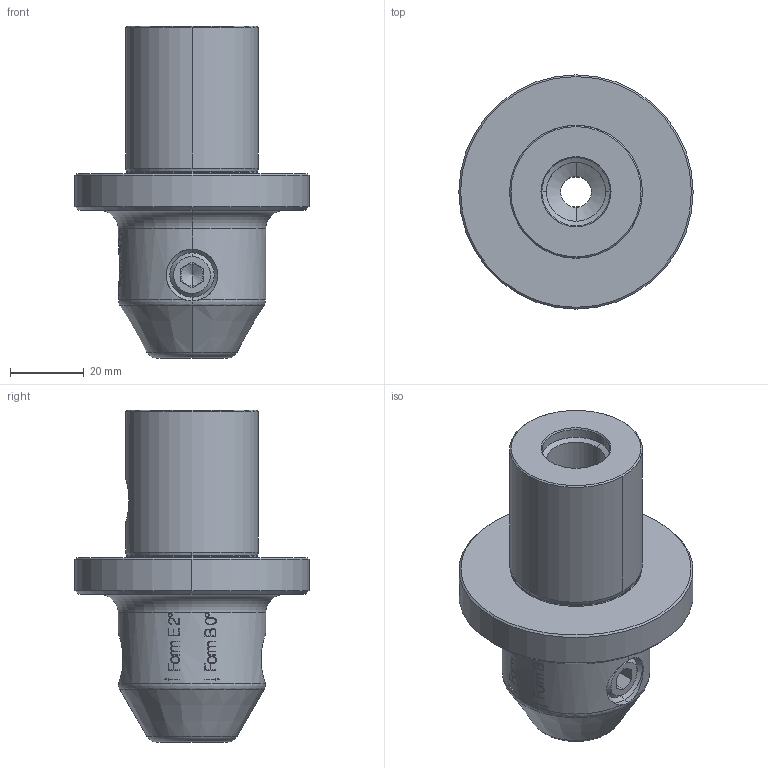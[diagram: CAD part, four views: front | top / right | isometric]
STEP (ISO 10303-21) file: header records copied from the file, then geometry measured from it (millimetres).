
FILE_DESCRIPTION(('no description'),'unknown implementation level');
FILE_NAME('45099B42-B337-4FEB-967E-C53D439B87AA_export.stp',' ',('CIMSOURCE GmbH'),('CADClick - KiM GmbH - www.kimweb.de'),'unknown preprocess','ACIS','unknown authorization');
FILE_SCHEMA(('automotive_design'));
Length unit declared in the file: millimetre
Products named in the file (3): 335.244 Kaiser CKS6 X D14 B+E|690.480 Kaiser ETL M12 X 14_Standard;NONE; 335.244 Kaiser CKS6 X D14 B+E|335.244 Kaiser CKS6 X D14 B+E_Standard;NONE
Bounding box: 63.5 x 63.5 x 90 mm (x, y, z)
Volume: 101064.3 mm3; surface area: 22531.5 mm2
Topology: 3 solids, 3 shells, 327 faces, 835 edges, 530 vertices
Faces by surface type: plane 129, bspline 91, cylinder 51, cone 44, torus 12
Entity records: 23676 total; most frequent: CARTESIAN_POINT 6812, STYLED_ITEM 1687, PRESENTATION_STYLE_ASSIGNMENT 1687, COLOUR_RGB 1687, ORIENTED_EDGE 1654, DIRECTION 1324, EDGE_CURVE 827, CURVE_STYLE 827
